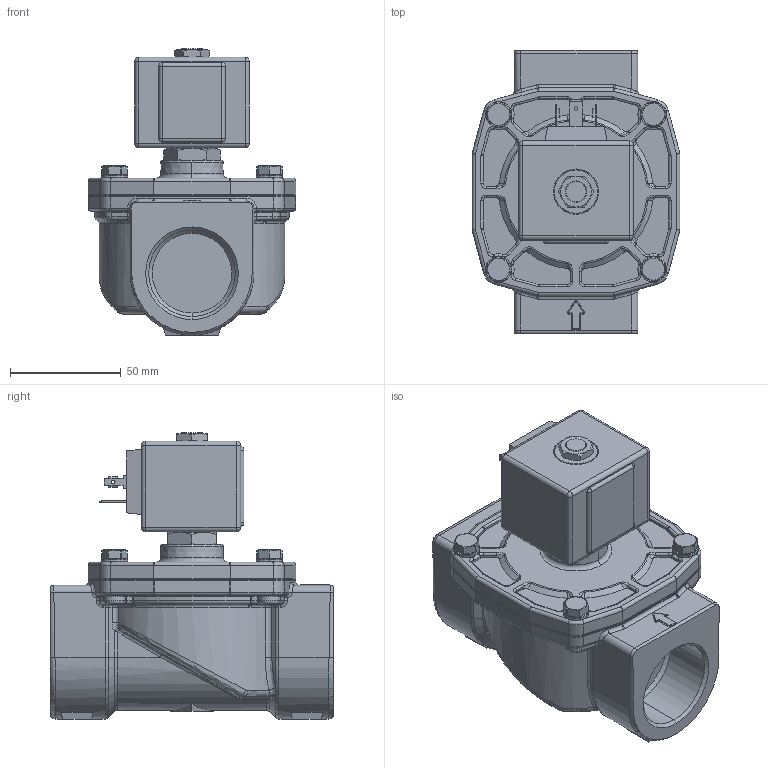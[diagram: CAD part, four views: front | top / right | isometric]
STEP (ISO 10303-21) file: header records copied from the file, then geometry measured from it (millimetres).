
FILE_DESCRIPTION((''),'2;1');
FILE_NAME('21HF7KOV350_GDH_INGOMBRO_ASM','2009-07-06T',('romeri'),('O.D.E.'),'PRO/ENGINEER BY PARAMETRIC TECHNOLOGY CORPORATION, 2005450','PRO/ENGINEER BY PARAMETRIC TECHNOLOGY CORPORATION, 2005450','');
FILE_SCHEMA(('CONFIG_CONTROL_DESIGN'));
Length unit declared in the file: millimetre
Products named in the file (9): 450HF7_INGOMBRO; 452390_INGOMBRO; 450603_INGOMBRO; BOBINA_14_W_INGOMBRO; 450145; 450146; ROSETTE_UNI_1751_M6; VITE_T_ESAGONALE_ISO_4_M6X20; 21HF7KOV350_GDH_INGOMBRO_ASM
Assembly tree (14 placements, depth 2):
  21HF7KOV350_GDH_INGOMBRO_ASM
    450HF7_INGOMBRO
    452390_INGOMBRO
    450603_INGOMBRO
    BOBINA_14_W_INGOMBRO
    450145
    450146
    ROSETTE_UNI_1751_M6  x4
    VITE_T_ESAGONALE_ISO_4_M6X20  x4
Bounding box: 94 x 128 x 129.5 mm (x, y, z)
Volume: 437695.1 mm3; surface area: 111431.8 mm2
Topology: 13 solids, 21 shells, 1550 faces, 3599 edges, 2129 vertices
Faces by surface type: cylinder 529, plane 408, torus 229, bspline 222, cone 111, sphere 51
Entity records: 52260 total; most frequent: CARTESIAN_POINT 13357, DIRECTION 6178, ORIENTED_EDGE 6058, PRESENTATION_STYLE_ASSIGNMENT 3098, STYLED_ITEM 3046, CURVE_STYLE 3031, EDGE_CURVE 3031, AXIS2_PLACEMENT_3D 2457
